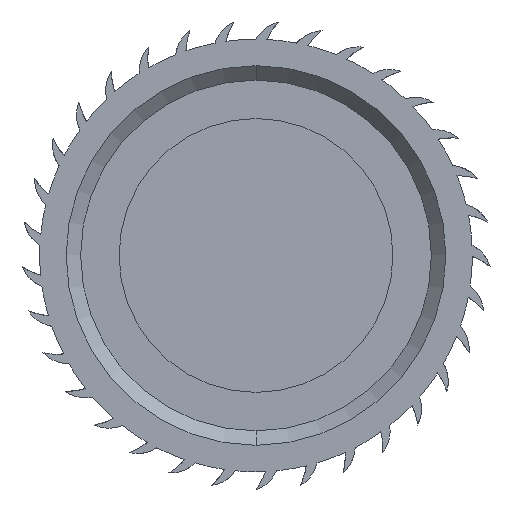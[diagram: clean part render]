
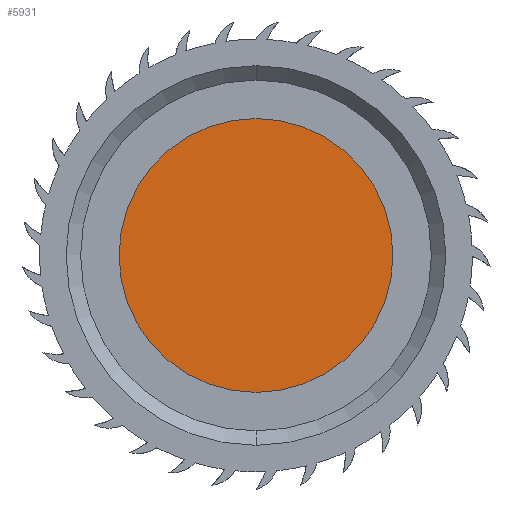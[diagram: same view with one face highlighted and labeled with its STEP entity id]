
A CAD part, front view. The second image highlights one B-rep face of the part: STEP entity #5931.
In plain terms, the highlighted planar face has unit normal (0, -1, 0).
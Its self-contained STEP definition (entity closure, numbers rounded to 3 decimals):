
#115=CARTESIAN_POINT('',(0.,9.7,0.));
#116=DIRECTION('',(0.,-1.,0.));
#117=DIRECTION('',(0.,0.,-1.));
#118=AXIS2_PLACEMENT_3D('',#115,#116,#117);
#124=CARTESIAN_POINT('',(0.,9.7,0.));
#125=DIRECTION('',(0.,-1.,0.));
#126=DIRECTION('',(0.,0.,1.));
#127=AXIS2_PLACEMENT_3D('',#124,#125,#126);
#5873=CARTESIAN_POINT('',(0.,9.7,11.4));
#5875=VERTEX_POINT('',#5873);
#5877=CARTESIAN_POINT('',(0.,9.7,-11.4));
#5879=VERTEX_POINT('',#5877);
#5921=CARTESIAN_POINT('',(0.,9.7,0.));
#5922=DIRECTION('',(0.,-1.,0.));
#5923=DIRECTION('',(0.,0.,-1.));
#5924=AXIS2_PLACEMENT_3D('',#5921,#5922,#5923);
#5925=PLANE('',#5924);
#5926=ORIENTED_EDGE('',*,*,#5910,.F.);
#5928=ORIENTED_EDGE('',*,*,#5927,.F.);
#5929=EDGE_LOOP('',(#5926,#5928));
#5930=FACE_OUTER_BOUND('',#5929,.F.);
#119=CIRCLE('',#118,11.4);
#128=CIRCLE('',#127,11.4);
#5910=EDGE_CURVE('',#5879,#5875,#119,.T.);
#5927=EDGE_CURVE('',#5875,#5879,#128,.T.);
#5931=ADVANCED_FACE('',(#5930),#5925,.T.);
